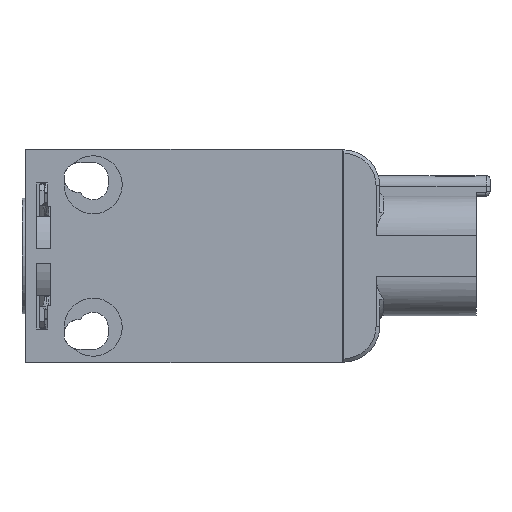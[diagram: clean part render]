
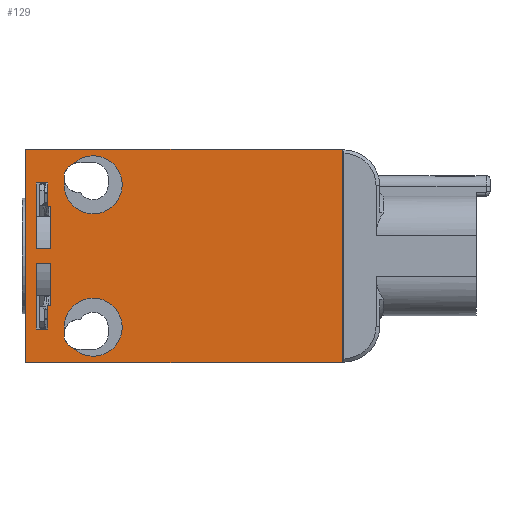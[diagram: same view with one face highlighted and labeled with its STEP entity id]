
A CAD part, left-side view. The second image highlights one B-rep face of the part: STEP entity #129.
In plain terms, the highlighted planar face has unit normal (-1, 0, 0).
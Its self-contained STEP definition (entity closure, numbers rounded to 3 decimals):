
#129=ADVANCED_FACE('',(#939,#940,#941,#942,#943),#944,.T.);
#939=FACE_OUTER_BOUND('',#2940,.T.);
#940=FACE_BOUND('',#2941,.T.);
#941=FACE_BOUND('',#2942,.T.);
#942=FACE_BOUND('',#2943,.T.);
#943=FACE_BOUND('',#2944,.T.);
#944=PLANE('',#2945);
#2940=EDGE_LOOP('',(#5821,#5822,#5823,#5824));
#2941=EDGE_LOOP('',(#5825,#5826,#5827,#5828,#5829));
#2942=EDGE_LOOP('',(#5830,#5831,#5832,#5833,#5834));
#2943=EDGE_LOOP('',(#5835,#5836,#5837,#5838,#5839,#5840));
#2944=EDGE_LOOP('',(#5841,#5842,#5843,#5844,#5845,#5846));
#2945=AXIS2_PLACEMENT_3D('',#5847,#5848,#5849);
#5821=ORIENTED_EDGE('',*,*,#11499,.T.);
#5822=ORIENTED_EDGE('',*,*,#11500,.F.);
#5823=ORIENTED_EDGE('',*,*,#11501,.F.);
#5824=ORIENTED_EDGE('',*,*,#11502,.T.);
#5825=ORIENTED_EDGE('',*,*,#11222,.T.);
#5826=ORIENTED_EDGE('',*,*,#11503,.T.);
#5827=ORIENTED_EDGE('',*,*,#11218,.T.);
#5828=ORIENTED_EDGE('',*,*,#11504,.T.);
#5829=ORIENTED_EDGE('',*,*,#11216,.T.);
#5830=ORIENTED_EDGE('',*,*,#11235,.T.);
#5831=ORIENTED_EDGE('',*,*,#11505,.T.);
#5832=ORIENTED_EDGE('',*,*,#11231,.T.);
#5833=ORIENTED_EDGE('',*,*,#11506,.T.);
#5834=ORIENTED_EDGE('',*,*,#11229,.T.);
#5835=ORIENTED_EDGE('',*,*,#11507,.T.);
#5836=ORIENTED_EDGE('',*,*,#11508,.T.);
#5837=ORIENTED_EDGE('',*,*,#11288,.F.);
#5838=ORIENTED_EDGE('',*,*,#11300,.F.);
#5839=ORIENTED_EDGE('',*,*,#11509,.T.);
#5840=ORIENTED_EDGE('',*,*,#11510,.T.);
#5841=ORIENTED_EDGE('',*,*,#11389,.T.);
#5842=ORIENTED_EDGE('',*,*,#11400,.T.);
#5843=ORIENTED_EDGE('',*,*,#11416,.F.);
#5844=ORIENTED_EDGE('',*,*,#11511,.T.);
#5845=ORIENTED_EDGE('',*,*,#11512,.T.);
#5846=ORIENTED_EDGE('',*,*,#11513,.T.);
#5847=CARTESIAN_POINT('',(-12.5,0.0,15.0));
#5848=DIRECTION('',(-1.0,0.0,0.0));
#5849=DIRECTION('',(0.0,0.0,1.0));
#11216=EDGE_CURVE('',#13197,#13201,#13203,.T.);
#11218=EDGE_CURVE('',#13207,#13204,#13208,.T.);
#11222=EDGE_CURVE('',#13201,#13212,#13215,.T.);
#11229=EDGE_CURVE('',#13222,#13226,#13228,.T.);
#11231=EDGE_CURVE('',#13232,#13229,#13233,.T.);
#11235=EDGE_CURVE('',#13226,#13237,#13240,.T.);
#11288=EDGE_CURVE('',#13339,#13341,#13342,.T.);
#11300=EDGE_CURVE('',#13361,#13339,#13363,.T.);
#11389=EDGE_CURVE('',#13513,#13514,#13515,.T.);
#11400=EDGE_CURVE('',#13514,#13533,#13535,.T.);
#11416=EDGE_CURVE('',#13560,#13533,#13562,.T.);
#11499=EDGE_CURVE('',#13691,#13692,#13693,.T.);
#11500=EDGE_CURVE('',#13694,#13692,#13695,.T.);
#11501=EDGE_CURVE('',#13696,#13694,#13697,.T.);
#11502=EDGE_CURVE('',#13696,#13691,#13698,.T.);
#11503=EDGE_CURVE('',#13212,#13207,#13699,.T.);
#11504=EDGE_CURVE('',#13204,#13197,#13700,.T.);
#11505=EDGE_CURVE('',#13237,#13232,#13701,.T.);
#11506=EDGE_CURVE('',#13229,#13222,#13702,.T.);
#11507=EDGE_CURVE('',#13703,#13704,#13705,.T.);
#11508=EDGE_CURVE('',#13704,#13341,#13706,.T.);
#11509=EDGE_CURVE('',#13361,#13707,#13708,.T.);
#11510=EDGE_CURVE('',#13707,#13703,#13709,.T.);
#11511=EDGE_CURVE('',#13560,#13710,#13711,.T.);
#11512=EDGE_CURVE('',#13710,#13712,#13713,.T.);
#11513=EDGE_CURVE('',#13712,#13513,#13714,.T.);
#13197=VERTEX_POINT('',#16454);
#13201=VERTEX_POINT('',#16459);
#13203=CIRCLE('',#16462,4.075);
#13204=VERTEX_POINT('',#16463);
#13207=VERTEX_POINT('',#16467);
#13208=CIRCLE('',#16468,4.075);
#13212=VERTEX_POINT('',#16473);
#13215=CIRCLE('',#16477,2.1);
#13222=VERTEX_POINT('',#16485);
#13226=VERTEX_POINT('',#16490);
#13228=CIRCLE('',#16493,4.075);
#13229=VERTEX_POINT('',#16494);
#13232=VERTEX_POINT('',#16498);
#13233=CIRCLE('',#16499,4.075);
#13237=VERTEX_POINT('',#16504);
#13240=CIRCLE('',#16508,2.1);
#13339=VERTEX_POINT('',#16712);
#13341=VERTEX_POINT('',#16715);
#13342=LINE('',#16716,#16717);
#13361=VERTEX_POINT('',#16751);
#13363=LINE('',#16754,#16755);
#13513=VERTEX_POINT('',#17025);
#13514=VERTEX_POINT('',#17026);
#13515=LINE('',#17027,#17028);
#13533=VERTEX_POINT('',#17055);
#13535=LINE('',#17058,#17059);
#13560=VERTEX_POINT('',#17124);
#13562=LINE('',#17127,#17128);
#13691=VERTEX_POINT('',#17393);
#13692=VERTEX_POINT('',#17394);
#13693=LINE('',#17395,#17396);
#13694=VERTEX_POINT('',#17397);
#13695=LINE('',#17398,#17399);
#13696=VERTEX_POINT('',#17400);
#13697=LINE('',#17401,#17402);
#13698=LINE('',#17403,#17404);
#13699=CIRCLE('',#17405,2.1);
#13700=CIRCLE('',#17406,4.075);
#13701=CIRCLE('',#17407,2.1);
#13702=CIRCLE('',#17408,4.075);
#13703=VERTEX_POINT('',#17409);
#13704=VERTEX_POINT('',#17410);
#13705=LINE('',#17411,#17412);
#13706=LINE('',#17413,#17414);
#13707=VERTEX_POINT('',#17415);
#13708=LINE('',#17416,#17417);
#13709=LINE('',#17418,#17419);
#13710=VERTEX_POINT('',#17420);
#13711=LINE('',#17421,#17422);
#13712=VERTEX_POINT('',#17423);
#13713=LINE('',#17424,#17425);
#13714=LINE('',#17426,#17427);
#16454=CARTESIAN_POINT('',(-12.5,-10.0,5.925));
#16459=CARTESIAN_POINT('',(-12.5,-5.957,10.513));
#16462=AXIS2_PLACEMENT_3D('',#22238,#22239,#22240);
#16463=CARTESIAN_POINT('',(-12.5,-10.0,14.075));
#16467=CARTESIAN_POINT('',(-12.5,-7.164,12.927));
#16468=AXIS2_PLACEMENT_3D('',#22242,#22243,#22244);
#16473=CARTESIAN_POINT('',(-12.5,-5.9,11.0));
#16477=AXIS2_PLACEMENT_3D('',#22250,#22251,#22252);
#16485=CARTESIAN_POINT('',(-12.5,-10.0,-14.075));
#16490=CARTESIAN_POINT('',(-12.5,-7.164,-12.927));
#16493=AXIS2_PLACEMENT_3D('',#22265,#22266,#22267);
#16494=CARTESIAN_POINT('',(-12.5,-10.0,-5.925));
#16498=CARTESIAN_POINT('',(-12.5,-5.957,-10.513));
#16499=AXIS2_PLACEMENT_3D('',#22269,#22270,#22271);
#16504=CARTESIAN_POINT('',(-12.5,-5.9,-11.0));
#16508=AXIS2_PLACEMENT_3D('',#22277,#22278,#22279);
#16712=CARTESIAN_POINT('',(-12.5,-3.65,6.975));
#16715=CARTESIAN_POINT('',(-12.5,-3.65,10.25));
#16716=CARTESIAN_POINT('',(-12.5,-3.65,6.975));
#16717=VECTOR('',#22358,3.275);
#16751=CARTESIAN_POINT('',(-12.5,-4.0,6.975));
#16754=CARTESIAN_POINT('',(-12.5,-4.0,6.975));
#16755=VECTOR('',#22371,0.35);
#17025=CARTESIAN_POINT('',(-12.5,-4.0,-1.0));
#17026=CARTESIAN_POINT('',(-12.5,-4.0,-6.975));
#17027=CARTESIAN_POINT('',(-12.5,-4.0,-1.0));
#17028=VECTOR('',#22484,5.975);
#17055=CARTESIAN_POINT('',(-12.5,-3.65,-6.975));
#17058=CARTESIAN_POINT('',(-12.5,-4.0,-6.975));
#17059=VECTOR('',#22500,0.35);
#17124=CARTESIAN_POINT('',(-12.5,-3.65,-10.25));
#17127=CARTESIAN_POINT('',(-12.5,-3.65,-10.25));
#17128=VECTOR('',#22513,3.275);
#17393=CARTESIAN_POINT('',(-12.5,-0.5,-15.0));
#17394=CARTESIAN_POINT('',(-12.5,-45.0,-15.0));
#17395=CARTESIAN_POINT('',(-12.5,-0.5,-15.0));
#17396=VECTOR('',#22604,44.5);
#17397=CARTESIAN_POINT('',(-12.5,-45.0,15.0));
#17398=CARTESIAN_POINT('',(-12.5,-45.0,15.0));
#17399=VECTOR('',#22605,30.0);
#17400=CARTESIAN_POINT('',(-12.5,-0.5,15.0));
#17401=CARTESIAN_POINT('',(-12.5,-0.5,15.0));
#17402=VECTOR('',#22606,44.5);
#17403=CARTESIAN_POINT('',(-12.5,-0.5,15.0));
#17404=VECTOR('',#22607,30.0);
#17405=AXIS2_PLACEMENT_3D('',#22608,#22609,#22610);
#17406=AXIS2_PLACEMENT_3D('',#22611,#22612,#22613);
#17407=AXIS2_PLACEMENT_3D('',#22614,#22615,#22616);
#17408=AXIS2_PLACEMENT_3D('',#22617,#22618,#22619);
#17409=CARTESIAN_POINT('',(-12.5,-2.0,1.0));
#17410=CARTESIAN_POINT('',(-12.5,-2.0,10.25));
#17411=CARTESIAN_POINT('',(-12.5,-2.0,1.0));
#17412=VECTOR('',#22620,9.25);
#17413=CARTESIAN_POINT('',(-12.5,-2.0,10.25));
#17414=VECTOR('',#22621,1.65);
#17415=CARTESIAN_POINT('',(-12.5,-4.0,1.0));
#17416=CARTESIAN_POINT('',(-12.5,-4.0,6.975));
#17417=VECTOR('',#22622,5.975);
#17418=CARTESIAN_POINT('',(-12.5,-4.0,1.0));
#17419=VECTOR('',#22623,2.0);
#17420=CARTESIAN_POINT('',(-12.5,-2.0,-10.25));
#17421=CARTESIAN_POINT('',(-12.5,-3.65,-10.25));
#17422=VECTOR('',#22624,1.65);
#17423=CARTESIAN_POINT('',(-12.5,-2.0,-1.0));
#17424=CARTESIAN_POINT('',(-12.5,-2.0,-10.25));
#17425=VECTOR('',#22625,9.25);
#17426=CARTESIAN_POINT('',(-12.5,-2.0,-1.0));
#17427=VECTOR('',#22626,2.0);
#22238=CARTESIAN_POINT('',(-12.5,-10.0,10.0));
#22239=DIRECTION('',(1.0,0.0,-0.0));
#22240=DIRECTION('',(0.0,0.696,0.718));
#22242=CARTESIAN_POINT('',(-12.5,-10.0,10.0));
#22243=DIRECTION('',(1.0,0.0,-0.0));
#22244=DIRECTION('',(0.0,0.696,0.718));
#22250=CARTESIAN_POINT('',(-12.5,-8.0,11.0));
#22251=DIRECTION('',(1.0,0.0,0.0));
#22252=DIRECTION('',(0.0,0.973,-0.232));
#22265=CARTESIAN_POINT('',(-12.5,-10.0,-10.0));
#22266=DIRECTION('',(1.0,0.0,0.0));
#22267=DIRECTION('',(0.0,0.992,-0.126));
#22269=CARTESIAN_POINT('',(-12.5,-10.0,-10.0));
#22270=DIRECTION('',(1.0,0.0,0.0));
#22271=DIRECTION('',(0.0,0.992,-0.126));
#22277=CARTESIAN_POINT('',(-12.5,-8.0,-11.0));
#22278=DIRECTION('',(1.0,0.0,0.0));
#22279=DIRECTION('',(0.0,0.398,-0.917));
#22358=DIRECTION('',(0.0,0.0,1.0));
#22371=DIRECTION('',(0.0,1.0,0.0));
#22484=DIRECTION('',(0.0,0.0,-1.0));
#22500=DIRECTION('',(0.0,1.0,0.0));
#22513=DIRECTION('',(0.0,0.0,1.0));
#22604=DIRECTION('',(0.0,-1.0,0.0));
#22605=DIRECTION('',(0.0,0.0,-1.0));
#22606=DIRECTION('',(0.0,-1.0,0.0));
#22607=DIRECTION('',(0.0,0.0,-1.0));
#22608=CARTESIAN_POINT('',(-12.5,-8.0,11.0));
#22609=DIRECTION('',(1.0,0.0,0.0));
#22610=DIRECTION('',(0.0,0.973,-0.232));
#22611=CARTESIAN_POINT('',(-12.5,-10.0,10.0));
#22612=DIRECTION('',(1.0,0.0,-0.0));
#22613=DIRECTION('',(0.0,0.696,0.718));
#22614=CARTESIAN_POINT('',(-12.5,-8.0,-11.0));
#22615=DIRECTION('',(1.0,0.0,0.0));
#22616=DIRECTION('',(0.0,0.398,-0.917));
#22617=CARTESIAN_POINT('',(-12.5,-10.0,-10.0));
#22618=DIRECTION('',(1.0,0.0,0.0));
#22619=DIRECTION('',(0.0,0.992,-0.126));
#22620=DIRECTION('',(0.0,0.0,1.0));
#22621=DIRECTION('',(0.0,-1.0,0.0));
#22622=DIRECTION('',(0.0,0.0,-1.0));
#22623=DIRECTION('',(0.0,1.0,0.0));
#22624=DIRECTION('',(0.0,1.0,0.0));
#22625=DIRECTION('',(0.0,0.0,1.0));
#22626=DIRECTION('',(0.0,-1.0,0.0));
